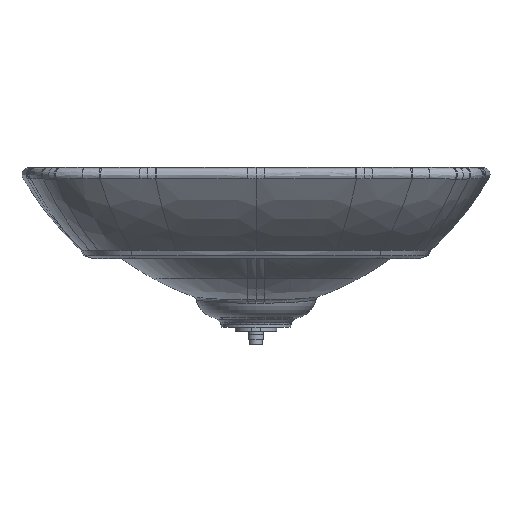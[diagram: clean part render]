
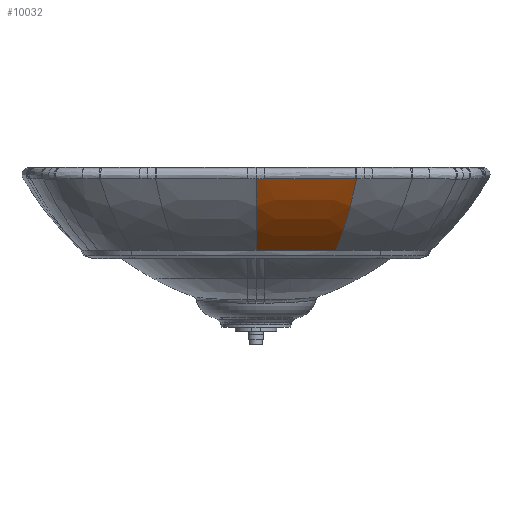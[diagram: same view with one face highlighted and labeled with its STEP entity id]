
A CAD part, front view. The second image highlights one B-rep face of the part: STEP entity #10032.
In plain terms, the highlighted free-form (B-spline) face has degree [5, 4] with [6, 5] control points.
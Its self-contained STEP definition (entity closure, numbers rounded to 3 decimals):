
#4536=CARTESIAN_POINT('',(78.531,-274.13,-81.644));
#4537=VERTEX_POINT('',#4536);
#4545=CARTESIAN_POINT('',(0.,-276.104,-81.644));
#4546=VERTEX_POINT('',#4545);
#4547=CARTESIAN_POINT('',(0.,-276.104,-81.644));
#4548=CARTESIAN_POINT('',(13.094,-276.104,-81.644));
#4549=CARTESIAN_POINT('',(26.188,-275.939,-81.644));
#4550=CARTESIAN_POINT('',(52.369,-275.281,-81.644));
#4551=CARTESIAN_POINT('',(65.454,-274.788,-81.644));
#4552=CARTESIAN_POINT('',(78.531,-274.13,-81.644));
#4553=B_SPLINE_CURVE_WITH_KNOTS('',3,(#4547,#4548,#4549,#4550,#4551,#4552),.UNSPECIFIED.,.F.,.U.,(4,2,4),(0.0,3.928,7.857),.UNSPECIFIED.);
#4554=EDGE_CURVE('',#4537,#4546,#4553,.F.);
#9896=CARTESIAN_POINT('',(98.767,-346.245,-11.419));
#9897=VERTEX_POINT('',#9896);
#9905=CARTESIAN_POINT('',(98.767,-346.245,-11.419));
#9906=CARTESIAN_POINT('',(94.118,-332.439,-32.992));
#9907=CARTESIAN_POINT('',(89.096,-314.909,-52.083));
#9908=CARTESIAN_POINT('',(83.798,-294.702,-67.61));
#9909=CARTESIAN_POINT('',(82.07,-288.111,-72.674));
#9910=CARTESIAN_POINT('',(80.313,-281.239,-77.361));
#9911=CARTESIAN_POINT('',(78.531,-274.13,-81.644));
#9912=B_SPLINE_CURVE_WITH_KNOTS('',3,(#9905,#9906,#9907,#9908,#9909,#9910,#9911),.UNSPECIFIED.,.F.,.U.,(4,3,4),(816.22,895.645,921.548),.UNSPECIFIED.);
#9913=EDGE_CURVE('',#9897,#4537,#9912,.T.);
#9954=CARTESIAN_POINT('',(0.,-348.338,-11.379));
#9955=CARTESIAN_POINT('',(19.97,-348.338,-11.379));
#9956=CARTESIAN_POINT('',(39.967,-348.131,-11.381));
#9957=CARTESIAN_POINT('',(59.538,-347.708,-11.386));
#9958=CARTESIAN_POINT('',(78.853,-347.104,-11.392));
#9959=CARTESIAN_POINT('',(98.77,-346.255,-11.402));
#9960=CARTESIAN_POINT('',(0.,-334.663,-32.807));
#9961=CARTESIAN_POINT('',(18.961,-334.663,-32.807));
#9962=CARTESIAN_POINT('',(37.995,-334.461,-32.812));
#9963=CARTESIAN_POINT('',(56.664,-334.034,-32.824));
#9964=CARTESIAN_POINT('',(75.111,-333.411,-32.84));
#9965=CARTESIAN_POINT('',(94.146,-332.523,-32.864));
#9966=CARTESIAN_POINT('',(0.,-317.685,-52.127));
#9967=CARTESIAN_POINT('',(17.952,-317.685,-52.127));
#9968=CARTESIAN_POINT('',(35.984,-317.484,-52.131));
#9969=CARTESIAN_POINT('',(53.676,-317.057,-52.139));
#9970=CARTESIAN_POINT('',(71.159,-316.433,-52.151));
#9971=CARTESIAN_POINT('',(89.196,-315.543,-52.17));
#9972=CARTESIAN_POINT('',(0.,-297.901,-68.567));
#9973=CARTESIAN_POINT('',(16.944,-297.901,-68.567));
#9974=CARTESIAN_POINT('',(33.939,-297.699,-68.568));
#9975=CARTESIAN_POINT('',(50.591,-297.279,-68.57));
#9976=CARTESIAN_POINT('',(67.028,-296.672,-68.574));
#9977=CARTESIAN_POINT('',(83.967,-295.815,-68.581));
#9978=CARTESIAN_POINT('',(0.,-276.104,-81.644));
#9979=CARTESIAN_POINT('',(15.935,-276.104,-81.644));
#9980=CARTESIAN_POINT('',(31.87,-275.901,-81.644));
#9981=CARTESIAN_POINT('',(47.433,-275.495,-81.644));
#9982=CARTESIAN_POINT('',(62.763,-274.923,-81.644));
#9983=CARTESIAN_POINT('',(78.531,-274.13,-81.644));
#9984=B_SPLINE_SURFACE_WITH_KNOTS('',5,4,((#9954,#9960,#9966,#9972,#9978),(#9955,#9961,#9967,#9973,#9979),(#9956,#9962,#9968,#9974,#9980),(#9957,#9963,#9969,#9975,#9981),(#9958,#9964,#9970,#9976,#9982),(#9959,#9965,#9971,#9977,#9983)),.UNSPECIFIED.,.F.,.F.,.U.,(6,6),(5,5),(0.0,90.232),(815.913,919.059),.UNSPECIFIED.);
#9985=CARTESIAN_POINT('',(97.729,-346.289,-11.418));
#9986=VERTEX_POINT('',#9985);
#9987=CARTESIAN_POINT('',(98.767,-346.245,-11.419));
#9988=CARTESIAN_POINT('',(98.421,-346.259,-11.418));
#9989=CARTESIAN_POINT('',(98.075,-346.274,-11.418));
#9990=CARTESIAN_POINT('',(97.729,-346.289,-11.418));
#9991=B_SPLINE_CURVE_WITH_KNOTS('',3,(#9987,#9988,#9989,#9990),.UNSPECIFIED.,.F.,.U.,(4,4),(0.0,1.402),.UNSPECIFIED.);
#9992=EDGE_CURVE('',#9897,#9986,#9991,.T.);
#9993=ORIENTED_EDGE('',*,*,#9992,.T.);
#9994=CARTESIAN_POINT('',(8.538,-348.323,-11.379));
#9995=VERTEX_POINT('',#9994);
#9996=CARTESIAN_POINT('',(97.729,-346.289,-11.418));
#9997=CARTESIAN_POINT('',(85.234,-346.819,-11.406));
#9998=CARTESIAN_POINT('',(72.764,-347.244,-11.398));
#9999=CARTESIAN_POINT('',(60.342,-347.565,-11.392));
#10000=CARTESIAN_POINT('',(49.502,-347.845,-11.387));
#10001=CARTESIAN_POINT('',(38.697,-348.048,-11.383));
#10002=CARTESIAN_POINT('',(27.806,-348.176,-11.381));
#10003=CARTESIAN_POINT('',(21.398,-348.251,-11.38));
#10004=CARTESIAN_POINT('',(14.973,-348.3,-11.38));
#10005=CARTESIAN_POINT('',(8.538,-348.323,-11.379));
#10006=B_SPLINE_CURVE_WITH_KNOTS('',3,(#9996,#9997,#9998,#9999,#10000,#10001,#10002,#10003,#10004,#10005),.UNSPECIFIED.,.F.,.U.,(4,3,3,4),(0.0,50.538,94.641,120.592),.UNSPECIFIED.);
#10007=EDGE_CURVE('',#9986,#9995,#10006,.T.);
#10008=ORIENTED_EDGE('',*,*,#10007,.T.);
#10009=CARTESIAN_POINT('',(0.,-348.338,-11.379));
#10010=VERTEX_POINT('',#10009);
#10011=CARTESIAN_POINT('',(0.015,2041.991,-48.054));
#10012=DIRECTION('',(0.,-0.015,-1.));
#10013=DIRECTION('',(0.,-1.,0.015));
#10014=AXIS2_PLACEMENT_3D('',#10011,#10012,#10013);
#10015=CIRCLE('',#10014,2390.61);
#10016=EDGE_CURVE('',#9995,#10010,#10015,.T.);
#10017=ORIENTED_EDGE('',*,*,#10016,.T.);
#10018=CARTESIAN_POINT('',(0.,-348.338,-11.379));
#10019=CARTESIAN_POINT('',(0.,-334.704,-32.743));
#10020=CARTESIAN_POINT('',(0.,-317.345,-51.72));
#10021=CARTESIAN_POINT('',(0.,-297.277,-67.198));
#10022=CARTESIAN_POINT('',(0.,-290.508,-72.42));
#10023=CARTESIAN_POINT('',(0.,-283.434,-77.246));
#10024=CARTESIAN_POINT('',(0.,-276.104,-81.644));
#10025=B_SPLINE_CURVE_WITH_KNOTS('',3,(#10018,#10019,#10020,#10021,#10022,#10023,#10024),.UNSPECIFIED.,.F.,.U.,(4,3,4),(815.913,893.042,919.059),.UNSPECIFIED.);
#10026=EDGE_CURVE('',#10010,#4546,#10025,.T.);
#10027=ORIENTED_EDGE('',*,*,#10026,.T.);
#10028=ORIENTED_EDGE('',*,*,#4554,.F.);
#10029=ORIENTED_EDGE('',*,*,#9913,.F.);
#10030=EDGE_LOOP('',(#9993,#10008,#10017,#10027,#10028,#10029));
#10031=FACE_OUTER_BOUND('',#10030,.T.);
#10032=ADVANCED_FACE('',(#10031),#9984,.F.);
